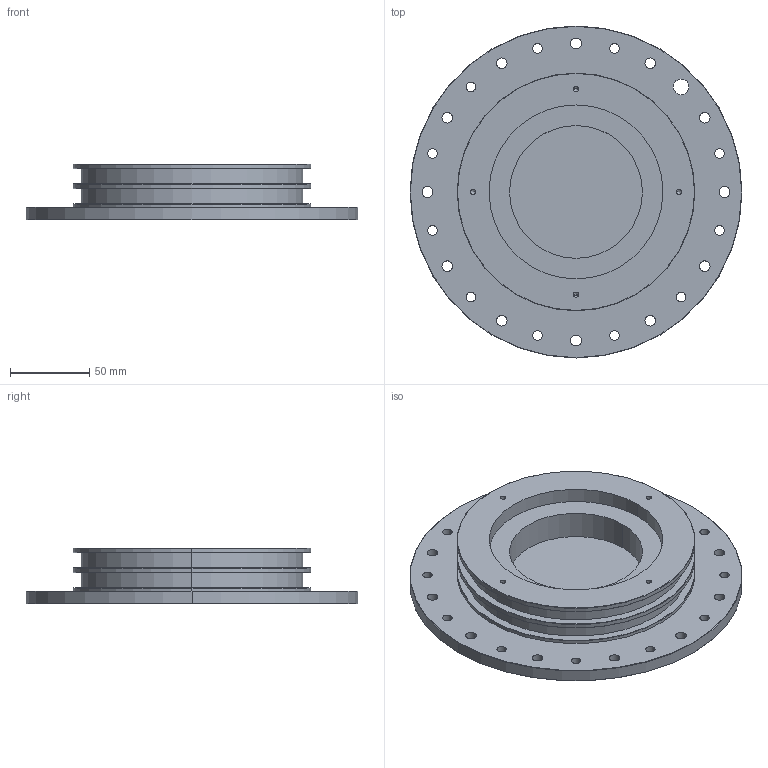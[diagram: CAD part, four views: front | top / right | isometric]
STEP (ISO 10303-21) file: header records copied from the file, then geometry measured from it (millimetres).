
FILE_DESCRIPTION (( 'STEP AP214' ), '1' );
FILE_NAME ('Bride_6_pouces_metal.STEP', '2024-09-15T21:13:26', ( '' ), ( '' ), 'SwSTEP 2.0', 'SolidWorks 2024', '' );
FILE_SCHEMA (( 'AUTOMOTIVE_DESIGN' ));
Length unit declared in the file: millimetre
Products named in the file (1): Bride_6_pouces_metal
Bounding box: 210 x 210 x 35.4 mm (x, y, z)
Volume: 508189.8 mm3; surface area: 113104.6 mm2
Topology: 1 solids, 1 shells, 330 faces, 872 edges, 559 vertices
Faces by surface type: cylinder 242, plane 48, cone 40
Entity records: 10399 total; most frequent: DIRECTION 2018, CARTESIAN_POINT 1736, ORIENTED_EDGE 1692, EDGE_CURVE 846, AXIS2_PLACEMENT_3D 841, VERTEX_POINT 559, CIRCLE 510, EDGE_LOOP 419
